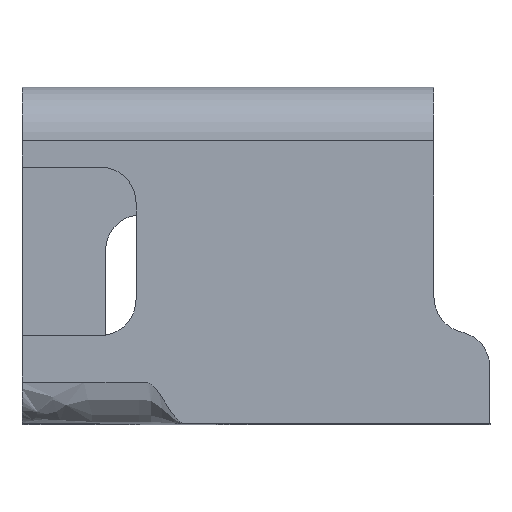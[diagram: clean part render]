
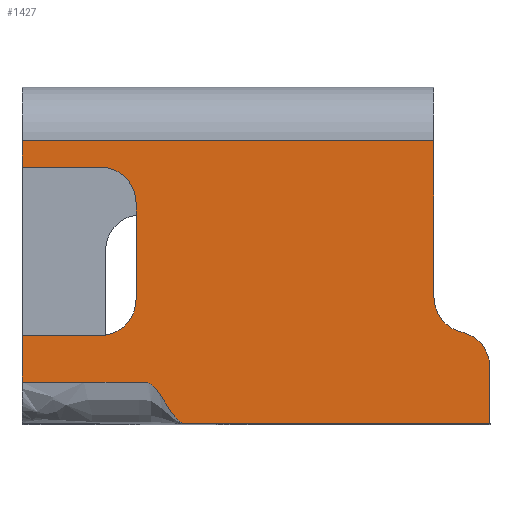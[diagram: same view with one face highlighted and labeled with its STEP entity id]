
A CAD part, top view. The second image highlights one B-rep face of the part: STEP entity #1427.
In plain terms, the highlighted planar face has unit normal (0, 0, 1).
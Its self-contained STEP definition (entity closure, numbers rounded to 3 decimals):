
#21=PLANE('',#1522);
#59=B_SPLINE_CURVE_WITH_KNOTS('',3,(#2229,#2230,#2231,#2232,#2233,#2234,
#2235,#2236,#2237,#2238,#2239,#2240),.UNSPECIFIED.,.F.,.F.,(4,1,1,1,1,1,
1,1,1,4),(-0.463,-0.414,-0.365,-0.292,-0.267,-0.169,-0.071,
0.125,0.321,0.909),.UNSPECIFIED.);
#73=FACE_OUTER_BOUND('',#144,.T.);
#144=EDGE_LOOP('',(#985,#986,#987,#988,#989,#990,#991,#992,#993,#994,#995,
#996,#997,#998));
#222=LINE('',#2198,#371);
#224=LINE('',#2204,#373);
#228=LINE('',#2215,#377);
#229=LINE('',#2217,#378);
#230=LINE('',#2221,#379);
#231=LINE('',#2225,#380);
#232=LINE('',#2227,#381);
#233=LINE('',#2242,#382);
#234=LINE('',#2244,#383);
#371=VECTOR('',#1677,10.);
#373=VECTOR('',#1683,10.);
#377=VECTOR('',#1693,10.);
#378=VECTOR('',#1694,10.);
#379=VECTOR('',#1697,10.);
#380=VECTOR('',#1700,10.);
#381=VECTOR('',#1701,10.);
#382=VECTOR('',#1702,10.);
#383=VECTOR('',#1703,10.);
#521=CIRCLE('',#1523,3.);
#522=CIRCLE('',#1524,3.);
#523=CIRCLE('',#1525,3.);
#524=CIRCLE('',#1526,3.);
#595=VERTEX_POINT('',#2195);
#596=VERTEX_POINT('',#2197);
#598=VERTEX_POINT('',#2203);
#602=VERTEX_POINT('',#2214);
#603=VERTEX_POINT('',#2216);
#604=VERTEX_POINT('',#2218);
#605=VERTEX_POINT('',#2220);
#606=VERTEX_POINT('',#2222);
#607=VERTEX_POINT('',#2224);
#608=VERTEX_POINT('',#2226);
#609=VERTEX_POINT('',#2228);
#610=VERTEX_POINT('',#2241);
#611=VERTEX_POINT('',#2243);
#612=VERTEX_POINT('',#2245);
#746=EDGE_CURVE('',#595,#596,#222,.T.);
#749=EDGE_CURVE('',#598,#596,#224,.T.);
#755=EDGE_CURVE('',#595,#602,#228,.T.);
#756=EDGE_CURVE('',#602,#603,#229,.T.);
#757=EDGE_CURVE('',#604,#603,#521,.T.);
#758=EDGE_CURVE('',#604,#605,#230,.T.);
#759=EDGE_CURVE('',#606,#605,#522,.T.);
#760=EDGE_CURVE('',#606,#607,#231,.T.);
#761=EDGE_CURVE('',#607,#608,#232,.T.);
#762=EDGE_CURVE('',#609,#608,#59,.T.);
#763=EDGE_CURVE('',#609,#610,#233,.F.);
#764=EDGE_CURVE('',#610,#611,#234,.T.);
#765=EDGE_CURVE('',#612,#611,#523,.T.);
#766=EDGE_CURVE('',#598,#612,#524,.T.);
#985=ORIENTED_EDGE('',*,*,#746,.F.);
#986=ORIENTED_EDGE('',*,*,#755,.T.);
#987=ORIENTED_EDGE('',*,*,#756,.T.);
#988=ORIENTED_EDGE('',*,*,#757,.F.);
#989=ORIENTED_EDGE('',*,*,#758,.T.);
#990=ORIENTED_EDGE('',*,*,#759,.F.);
#991=ORIENTED_EDGE('',*,*,#760,.T.);
#992=ORIENTED_EDGE('',*,*,#761,.T.);
#993=ORIENTED_EDGE('',*,*,#762,.F.);
#994=ORIENTED_EDGE('',*,*,#763,.T.);
#995=ORIENTED_EDGE('',*,*,#764,.T.);
#996=ORIENTED_EDGE('',*,*,#765,.F.);
#997=ORIENTED_EDGE('',*,*,#766,.F.);
#998=ORIENTED_EDGE('',*,*,#749,.T.);
#1427=ADVANCED_FACE('',(#73),#21,.T.);
#1522=AXIS2_PLACEMENT_3D('',#2213,#1691,#1692);
#1523=AXIS2_PLACEMENT_3D('',#2219,#1695,#1696);
#1524=AXIS2_PLACEMENT_3D('',#2223,#1698,#1699);
#1525=AXIS2_PLACEMENT_3D('',#2246,#1704,#1705);
#1526=AXIS2_PLACEMENT_3D('',#2247,#1706,#1707);
#1677=DIRECTION('',(1.,0.,0.));
#1683=DIRECTION('',(0.,1.,0.));
#1691=DIRECTION('center_axis',(0.,0.,1.));
#1692=DIRECTION('ref_axis',(1.,0.,0.));
#1693=DIRECTION('',(0.,-1.,0.));
#1694=DIRECTION('',(1.,0.,0.));
#1695=DIRECTION('center_axis',(0.,0.,1.));
#1696=DIRECTION('ref_axis',(0.707,0.707,0.));
#1697=DIRECTION('',(0.,-1.,0.));
#1698=DIRECTION('center_axis',(0.,0.,1.));
#1699=DIRECTION('ref_axis',(0.707,-0.707,0.));
#1700=DIRECTION('',(-1.,0.,0.));
#1701=DIRECTION('',(0.,-1.,0.));
#1702=DIRECTION('',(-1.,0.,0.));
#1703=DIRECTION('',(0.,1.,0.));
#1704=DIRECTION('center_axis',(0.,0.,-1.));
#1705=DIRECTION('ref_axis',(-1.,0.,0.));
#1706=DIRECTION('center_axis',(0.,0.,1.));
#1707=DIRECTION('ref_axis',(-0.707,-0.707,0.));
#2195=CARTESIAN_POINT('',(-19.12,9.6,46.6));
#2197=CARTESIAN_POINT('',(15.38,9.6,46.6));
#2198=CARTESIAN_POINT('',(10.035,9.6,46.6));
#2203=CARTESIAN_POINT('',(15.38,-3.5,46.6));
#2204=CARTESIAN_POINT('',(15.38,-3.25,46.6));
#2213=CARTESIAN_POINT('Origin',(0.,0.,46.6));
#2214=CARTESIAN_POINT('',(-19.12,7.4,46.6));
#2215=CARTESIAN_POINT('',(-19.12,7.05,46.6));
#2216=CARTESIAN_POINT('',(-12.57,7.4,46.6));
#2217=CARTESIAN_POINT('',(-4.785,7.4,46.6));
#2218=CARTESIAN_POINT('',(-9.57,4.4,46.6));
#2219=CARTESIAN_POINT('Origin',(-12.57,4.4,46.6));
#2220=CARTESIAN_POINT('',(-9.57,-3.7,46.6));
#2221=CARTESIAN_POINT('',(-9.57,-3.35,46.6));
#2222=CARTESIAN_POINT('',(-12.57,-6.7,46.6));
#2223=CARTESIAN_POINT('Origin',(-12.57,-3.7,46.6));
#2224=CARTESIAN_POINT('',(-19.12,-6.7,46.6));
#2225=CARTESIAN_POINT('',(-10.035,-6.7,46.6));
#2226=CARTESIAN_POINT('',(-19.12,-10.6,46.6));
#2227=CARTESIAN_POINT('',(-19.12,7.05,46.6));
#2228=CARTESIAN_POINT('',(-5.404,-14.1,46.6));
#2229=CARTESIAN_POINT('Ctrl Pts',(-5.404,-14.1,46.6));
#2230=CARTESIAN_POINT('Ctrl Pts',(-5.567,-14.1,46.6));
#2231=CARTESIAN_POINT('Ctrl Pts',(-5.893,-13.944,46.6));
#2232=CARTESIAN_POINT('Ctrl Pts',(-6.465,-13.389,46.6));
#2233=CARTESIAN_POINT('Ctrl Pts',(-6.955,-12.597,46.6));
#2234=CARTESIAN_POINT('Ctrl Pts',(-7.608,-11.506,46.6));
#2235=CARTESIAN_POINT('Ctrl Pts',(-8.343,-10.561,46.6));
#2236=CARTESIAN_POINT('Ctrl Pts',(-9.649,-10.623,46.6));
#2237=CARTESIAN_POINT('Ctrl Pts',(-11.282,-10.595,46.6));
#2238=CARTESIAN_POINT('Ctrl Pts',(-14.548,-10.61,46.6));
#2239=CARTESIAN_POINT('Ctrl Pts',(-17.161,-10.6,46.6));
#2240=CARTESIAN_POINT('Ctrl Pts',(-19.12,-10.6,46.6));
#2241=CARTESIAN_POINT('',(20.07,-14.1,46.6));
#2242=CARTESIAN_POINT('',(-10.035,-14.1,46.6));
#2243=CARTESIAN_POINT('',(20.07,-9.355,46.6));
#2244=CARTESIAN_POINT('',(20.07,-6.25,46.6));
#2245=CARTESIAN_POINT('',(17.725,-6.428,46.6));
#2246=CARTESIAN_POINT('Origin',(17.07,-9.355,46.6));
#2247=CARTESIAN_POINT('Origin',(18.38,-3.5,46.6));
